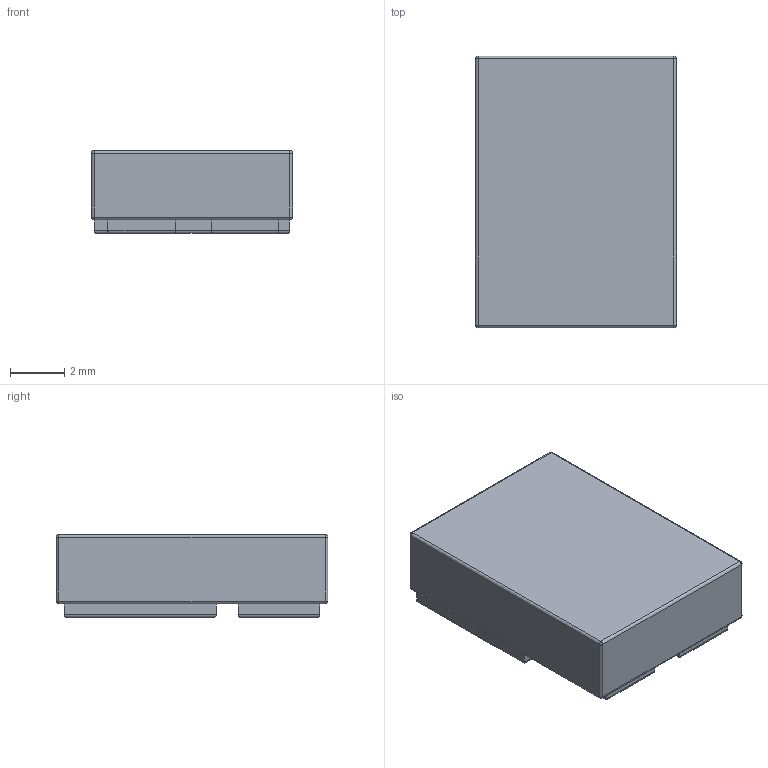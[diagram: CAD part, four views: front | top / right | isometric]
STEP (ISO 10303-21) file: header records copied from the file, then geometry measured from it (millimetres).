
FILE_DESCRIPTION(('STEP AP214'), '1');
FILE_NAME('扻豵鵨 弅-93', '2018-12-05T08:10:19', ('MOTOR'), (''), 'ASCON STEP Converter 1.3', 'ASCON Math Kernel', '');
FILE_SCHEMA(('AUTOMOTIVE_DESIGN { 1 0 10303 214 3 1 1}'));
Length unit declared in the file: millimetre
Bounding box: 7.4 x 10 x 3.05 mm (x, y, z)
Volume: 216.1 mm3; surface area: 255 mm2
Topology: 1 solids, 1 shells, 54 faces, 118 edges, 60 vertices
Faces by surface type: cylinder 24, plane 22, sphere 8
Entity records: 1834 total; most frequent: CARTESIAN_POINT 261, DIRECTION 232, ORIENTED_EDGE 220, EDGE_CURVE 110, AXIS2_PLACEMENT_3D 79, LINE 74, VECTOR 74, VERTEX_POINT 60
